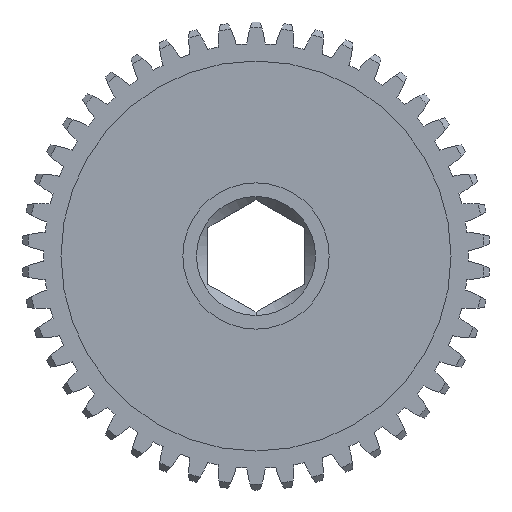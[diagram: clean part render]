
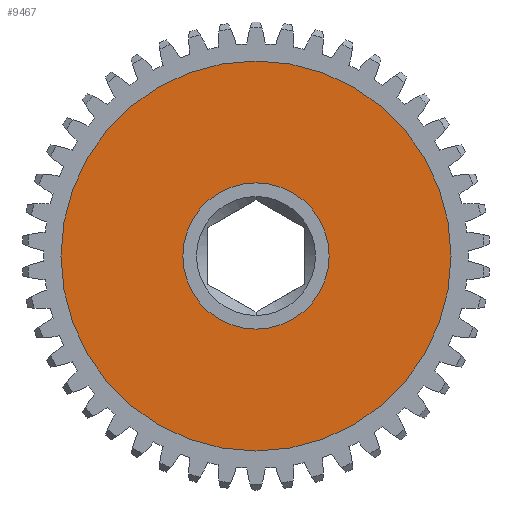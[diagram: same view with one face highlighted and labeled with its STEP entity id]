
A CAD part, left-side view. The second image highlights one B-rep face of the part: STEP entity #9467.
In plain terms, the highlighted planar face has unit normal (-1, 0, 0).
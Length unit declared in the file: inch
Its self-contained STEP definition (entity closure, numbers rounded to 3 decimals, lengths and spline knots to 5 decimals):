
#99 = DIRECTION ( 'NONE',  ( -1., 0., 0. ) ) ;
#473 = ORIENTED_EDGE ( 'NONE', *, *, #4212, .T. ) ;
#740 = CARTESIAN_POINT ( 'NONE',  ( 0.1375, 0., 0. ) ) ;
#916 = FACE_OUTER_BOUND ( 'NONE', #4480, .T. ) ;
#1212 = VERTEX_POINT ( 'NONE', #2071 ) ;
#1284 = VERTEX_POINT ( 'NONE', #10297 ) ;
#1304 = DIRECTION ( 'NONE',  ( -1., 0., 0. ) ) ;
#1337 = CARTESIAN_POINT ( 'NONE',  ( 0.1375, 0., -1. ) ) ;
#1744 = AXIS2_PLACEMENT_3D ( 'NONE', #740, #7407, #5677 ) ;
#1841 = AXIS2_PLACEMENT_3D ( 'NONE', #2819, #1304, #10345 ) ;
#2071 = CARTESIAN_POINT ( 'NONE',  ( 0.1375, 0., 0.375 ) ) ;
#2098 = DIRECTION ( 'NONE',  ( -1., 0., 0. ) ) ;
#2819 = CARTESIAN_POINT ( 'NONE',  ( 0.1375, 0., 0. ) ) ;
#2869 = ORIENTED_EDGE ( 'NONE', *, *, #5325, .F. ) ;
#2942 = EDGE_CURVE ( 'NONE', #6510, #1212, #5492, .T. ) ;
#3570 = CIRCLE ( 'NONE', #1841, 0.375 ) ;
#4146 = ORIENTED_EDGE ( 'NONE', *, *, #7815, .T. ) ;
#4212 = EDGE_CURVE ( 'NONE', #9647, #1284, #10112, .T. ) ;
#4228 = PLANE ( 'NONE',  #10248 ) ;
#4480 = EDGE_LOOP ( 'NONE', ( #4146, #473 ) ) ;
#4666 = AXIS2_PLACEMENT_3D ( 'NONE', #8748, #2098, #9509 ) ;
#4707 = DIRECTION ( 'NONE',  ( 0., 0., 1. ) ) ;
#5325 = EDGE_CURVE ( 'NONE', #1212, #6510, #3570, .T. ) ;
#5423 = CARTESIAN_POINT ( 'NONE',  ( 0.1375, 0., 0. ) ) ;
#5492 = CIRCLE ( 'NONE', #6358, 0.375 ) ;
#5677 = DIRECTION ( 'NONE',  ( 0., 0., 1. ) ) ;
#6015 = ORIENTED_EDGE ( 'NONE', *, *, #2942, .F. ) ;
#6358 = AXIS2_PLACEMENT_3D ( 'NONE', #5423, #8745, #4707 ) ;
#6510 = VERTEX_POINT ( 'NONE', #8221 ) ;
#6728 = DIRECTION ( 'NONE',  ( 0., 0., 1. ) ) ;
#7407 = DIRECTION ( 'NONE',  ( -1., 0., 0. ) ) ;
#7815 = EDGE_CURVE ( 'NONE', #1284, #9647, #8681, .T. ) ;
#8221 = CARTESIAN_POINT ( 'NONE',  ( 0.1375, 0., -0.375 ) ) ;
#8375 = FACE_BOUND ( 'NONE', #9915, .T. ) ;
#8681 = CIRCLE ( 'NONE', #4666, 1. ) ;
#8745 = DIRECTION ( 'NONE',  ( -1., 0., 0. ) ) ;
#8748 = CARTESIAN_POINT ( 'NONE',  ( 0.1375, 0., 0. ) ) ;
#9467 = ADVANCED_FACE ( 'NONE', ( #8375, #916 ), #4228, .T. ) ;
#9509 = DIRECTION ( 'NONE',  ( 0., 0., 1. ) ) ;
#9647 = VERTEX_POINT ( 'NONE', #1337 ) ;
#9915 = EDGE_LOOP ( 'NONE', ( #6015, #2869 ) ) ;
#10112 = CIRCLE ( 'NONE', #1744, 1. ) ;
#10248 = AXIS2_PLACEMENT_3D ( 'NONE', #10707, #99, #6728 ) ;
#10297 = CARTESIAN_POINT ( 'NONE',  ( 0.1375, 0., 1. ) ) ;
#10345 = DIRECTION ( 'NONE',  ( 0., 0., 1. ) ) ;
#10707 = CARTESIAN_POINT ( 'NONE',  ( 0.1375, 0., 0. ) ) ;
